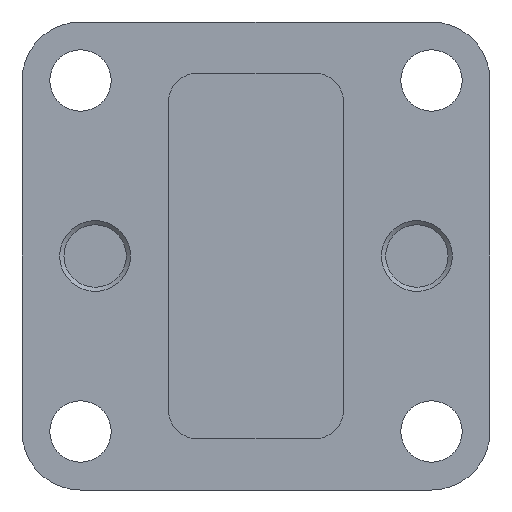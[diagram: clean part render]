
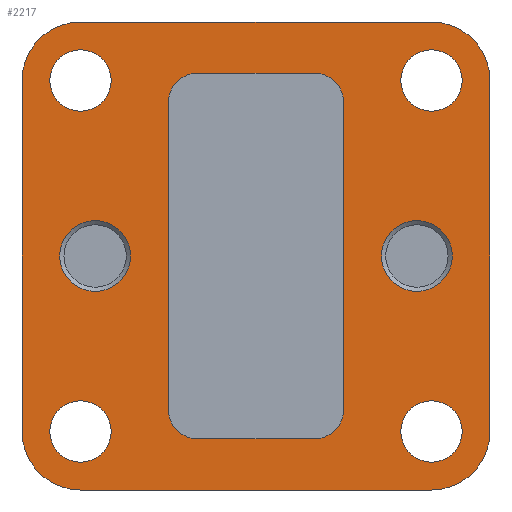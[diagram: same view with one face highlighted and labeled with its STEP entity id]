
A CAD part, front view. The second image highlights one B-rep face of the part: STEP entity #2217.
In plain terms, the highlighted planar face has unit normal (0, -1, 0).
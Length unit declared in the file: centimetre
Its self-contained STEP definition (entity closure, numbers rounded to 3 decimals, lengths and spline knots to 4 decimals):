
#174=LINE('',#3557,#350);
#175=LINE('',#3561,#351);
#176=LINE('',#3565,#352);
#177=LINE('',#3568,#353);
#178=LINE('',#3570,#354);
#179=LINE('',#3574,#355);
#180=LINE('',#3578,#356);
#181=LINE('',#3581,#357);
#350=VECTOR('',#2929,2.4);
#351=VECTOR('',#2932,2.4);
#352=VECTOR('',#2935,2.4);
#353=VECTOR('',#2938,2.4);
#354=VECTOR('',#2939,0.8);
#355=VECTOR('',#2942,2.1);
#356=VECTOR('',#2945,0.8);
#357=VECTOR('',#2948,2.1);
#455=PLANE('',#2421);
#486=FACE_BOUND('',#721,.T.);
#487=FACE_BOUND('',#722,.T.);
#488=FACE_BOUND('',#723,.T.);
#489=FACE_BOUND('',#724,.T.);
#490=FACE_BOUND('',#725,.T.);
#491=FACE_BOUND('',#726,.T.);
#492=FACE_BOUND('',#727,.T.);
#584=FACE_OUTER_BOUND('',#720,.T.);
#720=EDGE_LOOP('',(#1706,#1707,#1708,#1709,#1710,#1711,#1712,#1713));
#721=EDGE_LOOP('',(#1714,#1715,#1716,#1717,#1718,#1719,#1720,#1721));
#722=EDGE_LOOP('',(#1722));
#723=EDGE_LOOP('',(#1723));
#724=EDGE_LOOP('',(#1724));
#725=EDGE_LOOP('',(#1725));
#726=EDGE_LOOP('',(#1726));
#727=EDGE_LOOP('',(#1727));
#858=CIRCLE('',#2419,0.2);
#860=CIRCLE('',#2422,0.4);
#861=CIRCLE('',#2423,0.4);
#862=CIRCLE('',#2424,0.4);
#863=CIRCLE('',#2425,0.4);
#864=CIRCLE('',#2426,0.2);
#865=CIRCLE('',#2427,0.2);
#866=CIRCLE('',#2428,0.2);
#867=CIRCLE('',#2429,0.242);
#868=CIRCLE('',#2430,0.21);
#869=CIRCLE('',#2431,0.21);
#870=CIRCLE('',#2432,0.21);
#871=CIRCLE('',#2433,0.21);
#872=CIRCLE('',#2434,0.242);
#1004=VERTEX_POINT('',#3544);
#1005=VERTEX_POINT('',#3545);
#1008=VERTEX_POINT('',#3553);
#1009=VERTEX_POINT('',#3554);
#1010=VERTEX_POINT('',#3556);
#1011=VERTEX_POINT('',#3558);
#1012=VERTEX_POINT('',#3560);
#1013=VERTEX_POINT('',#3562);
#1014=VERTEX_POINT('',#3564);
#1015=VERTEX_POINT('',#3566);
#1016=VERTEX_POINT('',#3569);
#1017=VERTEX_POINT('',#3571);
#1018=VERTEX_POINT('',#3573);
#1019=VERTEX_POINT('',#3575);
#1020=VERTEX_POINT('',#3577);
#1021=VERTEX_POINT('',#3579);
#1022=VERTEX_POINT('',#3582);
#1023=VERTEX_POINT('',#3584);
#1024=VERTEX_POINT('',#3586);
#1025=VERTEX_POINT('',#3588);
#1026=VERTEX_POINT('',#3590);
#1027=VERTEX_POINT('',#3592);
#1262=EDGE_CURVE('',#1004,#1005,#858,.T.);
#1266=EDGE_CURVE('',#1008,#1009,#860,.T.);
#1267=EDGE_CURVE('',#1009,#1010,#174,.T.);
#1268=EDGE_CURVE('',#1010,#1011,#861,.T.);
#1269=EDGE_CURVE('',#1011,#1012,#175,.T.);
#1270=EDGE_CURVE('',#1012,#1013,#862,.T.);
#1271=EDGE_CURVE('',#1013,#1014,#176,.T.);
#1272=EDGE_CURVE('',#1014,#1015,#863,.T.);
#1273=EDGE_CURVE('',#1015,#1008,#177,.T.);
#1274=EDGE_CURVE('',#1016,#1005,#178,.T.);
#1275=EDGE_CURVE('',#1016,#1017,#864,.T.);
#1276=EDGE_CURVE('',#1018,#1017,#179,.T.);
#1277=EDGE_CURVE('',#1018,#1019,#865,.T.);
#1278=EDGE_CURVE('',#1020,#1019,#180,.T.);
#1279=EDGE_CURVE('',#1020,#1021,#866,.T.);
#1280=EDGE_CURVE('',#1004,#1021,#181,.T.);
#1281=EDGE_CURVE('',#1022,#1022,#867,.T.);
#1282=EDGE_CURVE('',#1023,#1023,#868,.T.);
#1283=EDGE_CURVE('',#1024,#1024,#869,.T.);
#1284=EDGE_CURVE('',#1025,#1025,#870,.T.);
#1285=EDGE_CURVE('',#1026,#1026,#871,.T.);
#1286=EDGE_CURVE('',#1027,#1027,#872,.T.);
#1706=ORIENTED_EDGE('',*,*,#1266,.T.);
#1707=ORIENTED_EDGE('',*,*,#1267,.T.);
#1708=ORIENTED_EDGE('',*,*,#1268,.T.);
#1709=ORIENTED_EDGE('',*,*,#1269,.T.);
#1710=ORIENTED_EDGE('',*,*,#1270,.T.);
#1711=ORIENTED_EDGE('',*,*,#1271,.T.);
#1712=ORIENTED_EDGE('',*,*,#1272,.T.);
#1713=ORIENTED_EDGE('',*,*,#1273,.T.);
#1714=ORIENTED_EDGE('',*,*,#1262,.T.);
#1715=ORIENTED_EDGE('',*,*,#1274,.F.);
#1716=ORIENTED_EDGE('',*,*,#1275,.T.);
#1717=ORIENTED_EDGE('',*,*,#1276,.F.);
#1718=ORIENTED_EDGE('',*,*,#1277,.T.);
#1719=ORIENTED_EDGE('',*,*,#1278,.F.);
#1720=ORIENTED_EDGE('',*,*,#1279,.T.);
#1721=ORIENTED_EDGE('',*,*,#1280,.F.);
#1722=ORIENTED_EDGE('',*,*,#1281,.T.);
#1723=ORIENTED_EDGE('',*,*,#1282,.T.);
#1724=ORIENTED_EDGE('',*,*,#1283,.T.);
#1725=ORIENTED_EDGE('',*,*,#1284,.T.);
#1726=ORIENTED_EDGE('',*,*,#1285,.T.);
#1727=ORIENTED_EDGE('',*,*,#1286,.T.);
#2217=ADVANCED_FACE('',(#584,#486,#487,#488,#489,#490,#491,#492),#455,.F.);
#2419=AXIS2_PLACEMENT_3D('',#3546,#2919,#2920);
#2421=AXIS2_PLACEMENT_3D('',#3552,#2925,#2926);
#2422=AXIS2_PLACEMENT_3D('',#3555,#2927,#2928);
#2423=AXIS2_PLACEMENT_3D('',#3559,#2930,#2931);
#2424=AXIS2_PLACEMENT_3D('',#3563,#2933,#2934);
#2425=AXIS2_PLACEMENT_3D('',#3567,#2936,#2937);
#2426=AXIS2_PLACEMENT_3D('',#3572,#2940,#2941);
#2427=AXIS2_PLACEMENT_3D('',#3576,#2943,#2944);
#2428=AXIS2_PLACEMENT_3D('',#3580,#2946,#2947);
#2429=AXIS2_PLACEMENT_3D('',#3583,#2949,#2950);
#2430=AXIS2_PLACEMENT_3D('',#3585,#2951,#2952);
#2431=AXIS2_PLACEMENT_3D('',#3587,#2953,#2954);
#2432=AXIS2_PLACEMENT_3D('',#3589,#2955,#2956);
#2433=AXIS2_PLACEMENT_3D('',#3591,#2957,#2958);
#2434=AXIS2_PLACEMENT_3D('',#3593,#2959,#2960);
#2919=DIRECTION('center_axis',(0.,1.,0.));
#2920=DIRECTION('ref_axis',(1.,0.,0.));
#2925=DIRECTION('center_axis',(0.,1.,0.));
#2926=DIRECTION('ref_axis',(1.,0.,0.));
#2927=DIRECTION('center_axis',(0.,-1.,0.));
#2928=DIRECTION('ref_axis',(0.,0.,1.));
#2929=DIRECTION('',(0.,0.,-1.));
#2930=DIRECTION('center_axis',(0.,-1.,0.));
#2931=DIRECTION('ref_axis',(-1.,0.,0.));
#2932=DIRECTION('',(1.,0.,0.));
#2933=DIRECTION('center_axis',(0.,-1.,0.));
#2934=DIRECTION('ref_axis',(0.,0.,-1.));
#2935=DIRECTION('',(0.,0.,1.));
#2936=DIRECTION('center_axis',(0.,-1.,0.));
#2937=DIRECTION('ref_axis',(1.,0.,0.));
#2938=DIRECTION('',(-1.,0.,0.));
#2939=DIRECTION('',(1.,0.,0.));
#2940=DIRECTION('center_axis',(0.,1.,0.));
#2941=DIRECTION('ref_axis',(0.,0.,-1.));
#2942=DIRECTION('',(0.,0.,-1.));
#2943=DIRECTION('center_axis',(0.,1.,0.));
#2944=DIRECTION('ref_axis',(-1.,0.,0.));
#2945=DIRECTION('',(-1.,0.,0.));
#2946=DIRECTION('center_axis',(0.,1.,0.));
#2947=DIRECTION('ref_axis',(0.,0.,1.));
#2948=DIRECTION('',(0.,0.,1.));
#2949=DIRECTION('center_axis',(0.,1.,0.));
#2950=DIRECTION('ref_axis',(-1.,0.,0.));
#2951=DIRECTION('center_axis',(0.,1.,0.));
#2952=DIRECTION('ref_axis',(1.,0.,0.));
#2953=DIRECTION('center_axis',(0.,1.,0.));
#2954=DIRECTION('ref_axis',(1.,0.,0.));
#2955=DIRECTION('center_axis',(0.,1.,0.));
#2956=DIRECTION('ref_axis',(1.,0.,0.));
#2957=DIRECTION('center_axis',(0.,1.,0.));
#2958=DIRECTION('ref_axis',(1.,0.,0.));
#2959=DIRECTION('center_axis',(0.,1.,0.));
#2960=DIRECTION('ref_axis',(-1.,0.,0.));
#3544=CARTESIAN_POINT('',(2.2,0.,-2.65));
#3545=CARTESIAN_POINT('',(2.,0.,-2.85));
#3546=CARTESIAN_POINT('Origin',(2.,0.,-2.65));
#3552=CARTESIAN_POINT('Origin',(1.6,0.,-1.6));
#3553=CARTESIAN_POINT('',(0.4,0.,0.));
#3554=CARTESIAN_POINT('',(0.,0.,-0.4));
#3555=CARTESIAN_POINT('Origin',(0.4,0.,-0.4));
#3556=CARTESIAN_POINT('',(0.,0.,-2.8));
#3557=CARTESIAN_POINT('',(0.,0.,-0.4));
#3558=CARTESIAN_POINT('',(0.4,0.,-3.2));
#3559=CARTESIAN_POINT('Origin',(0.4,0.,-2.8));
#3560=CARTESIAN_POINT('',(2.8,0.,-3.2));
#3561=CARTESIAN_POINT('',(0.4,0.,-3.2));
#3562=CARTESIAN_POINT('',(3.2,0.,-2.8));
#3563=CARTESIAN_POINT('Origin',(2.8,0.,-2.8));
#3564=CARTESIAN_POINT('',(3.2,0.,-0.4));
#3565=CARTESIAN_POINT('',(3.2,0.,-2.8));
#3566=CARTESIAN_POINT('',(2.8,0.,0.));
#3567=CARTESIAN_POINT('Origin',(2.8,0.,-0.4));
#3568=CARTESIAN_POINT('',(2.8,0.,0.));
#3569=CARTESIAN_POINT('',(1.2,0.,-2.85));
#3570=CARTESIAN_POINT('',(1.2,0.,-2.85));
#3571=CARTESIAN_POINT('',(1.,0.,-2.65));
#3572=CARTESIAN_POINT('Origin',(1.2,0.,-2.65));
#3573=CARTESIAN_POINT('',(1.,0.,-0.55));
#3574=CARTESIAN_POINT('',(1.,0.,-0.55));
#3575=CARTESIAN_POINT('',(1.2,0.,-0.35));
#3576=CARTESIAN_POINT('Origin',(1.2,0.,-0.55));
#3577=CARTESIAN_POINT('',(2.,0.,-0.35));
#3578=CARTESIAN_POINT('',(2.,0.,-0.35));
#3579=CARTESIAN_POINT('',(2.2,0.,-0.55));
#3580=CARTESIAN_POINT('Origin',(2.,0.,-0.55));
#3581=CARTESIAN_POINT('',(2.2,0.,-2.65));
#3582=CARTESIAN_POINT('',(2.458,0.,-1.6));
#3583=CARTESIAN_POINT('Origin',(2.7,0.,-1.6));
#3584=CARTESIAN_POINT('',(0.61,0.,-0.4));
#3585=CARTESIAN_POINT('Origin',(0.4,0.,-0.4));
#3586=CARTESIAN_POINT('',(0.61,0.,-2.8));
#3587=CARTESIAN_POINT('Origin',(0.4,0.,-2.8));
#3588=CARTESIAN_POINT('',(3.01,0.,-2.8));
#3589=CARTESIAN_POINT('Origin',(2.8,0.,-2.8));
#3590=CARTESIAN_POINT('',(3.01,0.,-0.4));
#3591=CARTESIAN_POINT('Origin',(2.8,0.,-0.4));
#3592=CARTESIAN_POINT('',(0.258,0.,-1.6));
#3593=CARTESIAN_POINT('Origin',(0.5,0.,-1.6));
